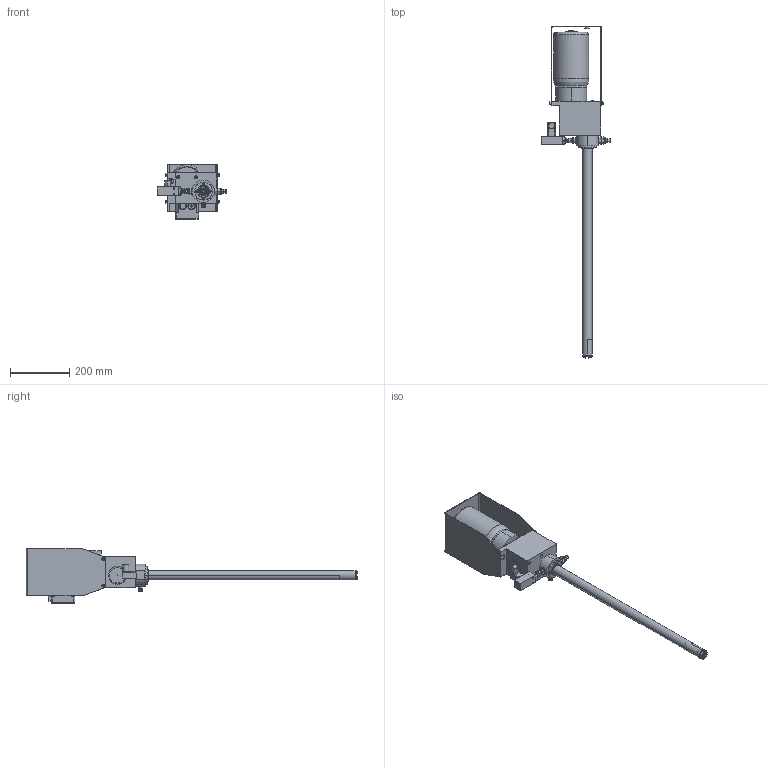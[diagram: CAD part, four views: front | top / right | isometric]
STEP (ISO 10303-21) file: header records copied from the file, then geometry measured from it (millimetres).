
FILE_DESCRIPTION((''),'2;1');
FILE_NAME('43553-00_SW0001','2025-12-11T10:10:30',('julian.egg'),(''),'CREO PARAMETRIC BY PTC INC, 2025323','CREO PARAMETRIC BY PTC INC, 2025323','');
FILE_SCHEMA(('CONFIG_CONTROL_DESIGN'));
Length unit declared in the file: millimetre
Products named in the file (1): 43553-00_SW0001
Bounding box: 236.8 x 1125 x 185 mm (x, y, z)
Volume: 4777117.2 mm3; surface area: 690931.6 mm2
Topology: 1 solids, 3 shells, 1118 faces, 2528 edges, 1525 vertices
Faces by surface type: plane 500, cylinder 361, cone 188, torus 55, sphere 12, bspline 2
Entity records: 35177 total; most frequent: CARTESIAN_POINT 9827, DIRECTION 5592, ORIENTED_EDGE 4996, EDGE_CURVE 2498, AXIS2_PLACEMENT_3D 2185, VERTEX_POINT 1525, EDGE_LOOP 1275, VECTOR 1222
